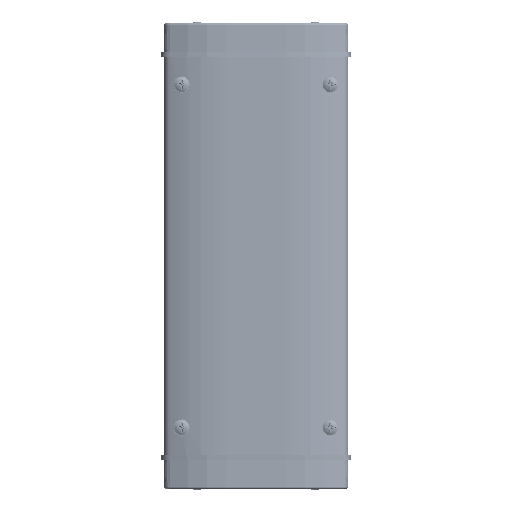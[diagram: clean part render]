
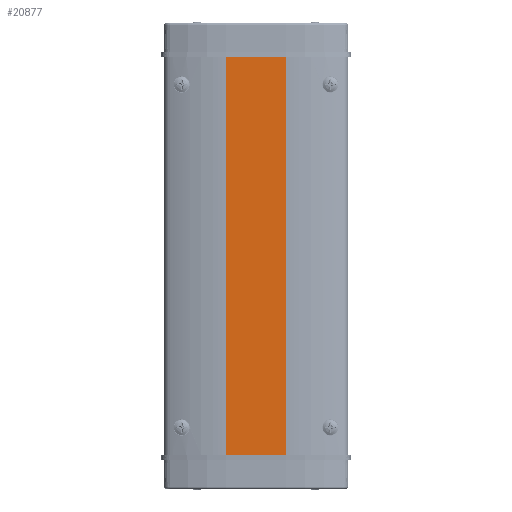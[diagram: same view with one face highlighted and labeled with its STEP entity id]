
A CAD part, left-side view. The second image highlights one B-rep face of the part: STEP entity #20877.
In plain terms, the highlighted planar face has unit normal (-1, 0, 0).
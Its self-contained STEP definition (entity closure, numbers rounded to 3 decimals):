
#816=PLANE('',#22272);
#1576=LINE('',#30425,#3162);
#1820=LINE('',#30980,#3406);
#1990=LINE('',#31356,#3576);
#1992=LINE('',#31361,#3578);
#3162=VECTOR('',#24171,10.);
#3406=VECTOR('',#24489,10.);
#3576=VECTOR('',#25017,10.);
#3578=VECTOR('',#25025,10.);
#4881=FACE_OUTER_BOUND('',#5999,.T.);
#5999=EDGE_LOOP('',(#15122,#15123,#15124,#15125));
#8719=VERTEX_POINT('',#30422);
#8720=VERTEX_POINT('',#30424);
#8993=VERTEX_POINT('',#30977);
#8994=VERTEX_POINT('',#30979);
#10853=EDGE_CURVE('',#8720,#8719,#1576,.T.);
#11133=EDGE_CURVE('',#8994,#8993,#1820,.T.);
#11322=EDGE_CURVE('',#8994,#8719,#1990,.T.);
#11324=EDGE_CURVE('',#8993,#8720,#1992,.T.);
#15122=ORIENTED_EDGE('',*,*,#10853,.T.);
#15123=ORIENTED_EDGE('',*,*,#11322,.F.);
#15124=ORIENTED_EDGE('',*,*,#11133,.T.);
#15125=ORIENTED_EDGE('',*,*,#11324,.T.);
#20877=ADVANCED_FACE('',(#4881),#816,.T.);
#22272=AXIS2_PLACEMENT_3D('',#31362,#25026,#25027);
#24171=DIRECTION('',(0.,1.,0.));
#24489=DIRECTION('',(0.,-1.,0.));
#25017=DIRECTION('',(0.,0.,1.));
#25025=DIRECTION('',(0.,0.,1.));
#25026=DIRECTION('center_axis',(-1.,0.,0.));
#25027=DIRECTION('ref_axis',(0.,0.,1.));
#30422=CARTESIAN_POINT('',(2.,15.625,104.2));
#30424=CARTESIAN_POINT('',(2.,-15.625,104.2));
#30425=CARTESIAN_POINT('',(2.,-32.025,104.2));
#30977=CARTESIAN_POINT('',(2.,-15.625,-104.2));
#30979=CARTESIAN_POINT('',(2.,15.625,-104.2));
#30980=CARTESIAN_POINT('',(2.,16.4,-104.2));
#31356=CARTESIAN_POINT('',(2.,15.625,0.));
#31361=CARTESIAN_POINT('',(2.,-15.625,0.));
#31362=CARTESIAN_POINT('Origin',(2.,-15.625,0.));
